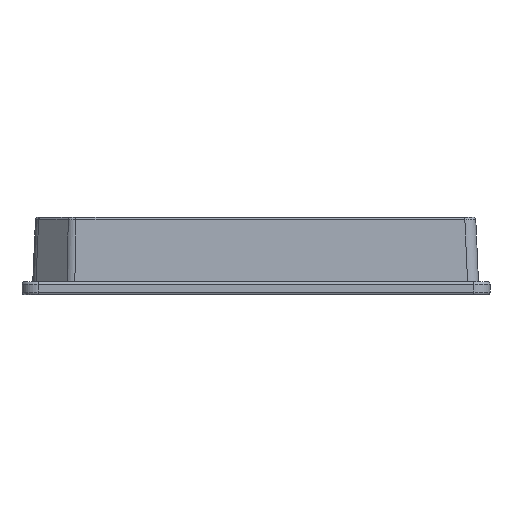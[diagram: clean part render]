
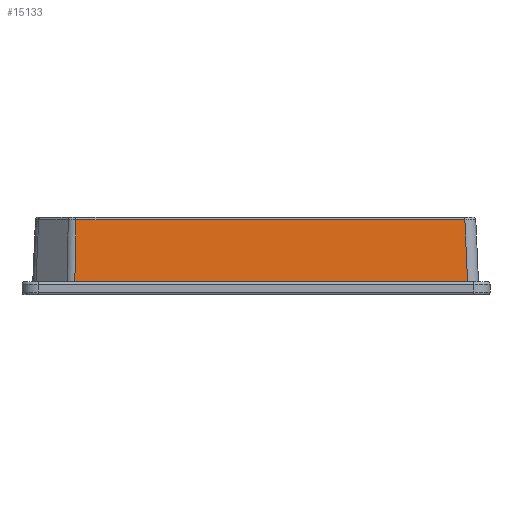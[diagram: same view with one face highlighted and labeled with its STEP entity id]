
A CAD part, left-side view. The second image highlights one B-rep face of the part: STEP entity #15133.
In plain terms, the highlighted planar face has unit normal (-0.999, 0, 0.044).
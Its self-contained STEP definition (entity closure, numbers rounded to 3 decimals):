
#710=LINE('',#26389,#1476);
#755=LINE('',#26678,#1521);
#781=LINE('',#26762,#1547);
#782=LINE('',#26764,#1548);
#1476=VECTOR('',#21945,10.);
#1521=VECTOR('',#22158,10.);
#1547=VECTOR('',#22260,10.);
#1548=VECTOR('',#22263,10.);
#3783=FACE_OUTER_BOUND('',#5418,.T.);
#5418=EDGE_LOOP('',(#13315,#13316,#13317,#13318));
#7680=VERTEX_POINT('',#26383);
#7681=VERTEX_POINT('',#26387);
#7735=VERTEX_POINT('',#26675);
#7736=VERTEX_POINT('',#26677);
#9498=EDGE_CURVE('',#7681,#7680,#710,.T.);
#9592=EDGE_CURVE('',#7735,#7736,#755,.T.);
#9635=EDGE_CURVE('',#7736,#7681,#781,.T.);
#9636=EDGE_CURVE('',#7680,#7735,#782,.T.);
#13315=ORIENTED_EDGE('',*,*,#9498,.F.);
#13316=ORIENTED_EDGE('',*,*,#9635,.F.);
#13317=ORIENTED_EDGE('',*,*,#9592,.F.);
#13318=ORIENTED_EDGE('',*,*,#9636,.F.);
#14107=PLANE('',#17308);
#15133=ADVANCED_FACE('',(#3783),#14107,.T.);
#17308=AXIS2_PLACEMENT_3D('',#26763,#22261,#22262);
#21945=DIRECTION('',(0.,-1.,0.));
#22158=DIRECTION('',(0.,1.,0.));
#22260=DIRECTION('',(0.044,-0.018,0.999));
#22261=DIRECTION('center_axis',(-0.999,0.,
0.044));
#22262=DIRECTION('ref_axis',(0.,-1.,0.));
#22263=DIRECTION('',(-0.044,-0.044,-0.998));
#26383=CARTESIAN_POINT('',(2.599,-80.883,6.722));
#26387=CARTESIAN_POINT('',(2.599,-9.855,6.722));
#26389=CARTESIAN_POINT('',(2.599,-63.51,6.722));
#26675=CARTESIAN_POINT('',(2.105,-81.377,-4.6));
#26677=CARTESIAN_POINT('',(2.105,-9.65,-4.6));
#26678=CARTESIAN_POINT('',(2.105,-63.11,-4.6));
#26762=CARTESIAN_POINT('',(2.029,-9.619,-6.341));
#26763=CARTESIAN_POINT('Origin',(2.,-83.48,-7.));
#26764=CARTESIAN_POINT('',(2.114,-81.368,-4.395));
